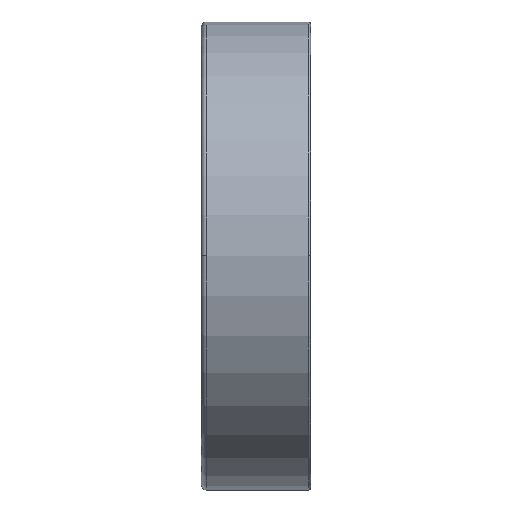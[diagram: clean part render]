
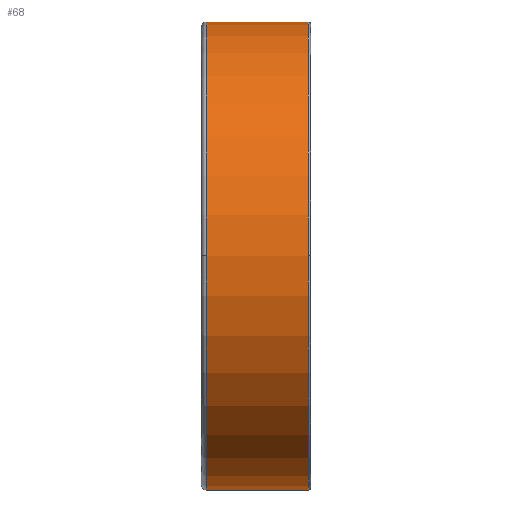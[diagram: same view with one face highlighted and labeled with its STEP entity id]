
A CAD part, top view. The second image highlights one B-rep face of the part: STEP entity #68.
In plain terms, the highlighted cylindrical face has radius 15 mm (diameter 30 mm), a partial arc.
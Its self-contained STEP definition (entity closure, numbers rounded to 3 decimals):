
#68=ADVANCED_FACE('',(#159),#160,.T.);
#159=FACE_OUTER_BOUND('',#357,.T.);
#160=CYLINDRICAL_SURFACE('',#358,15.0);
#357=EDGE_LOOP('',(#591,#592,#593,#594,#595,#596));
#358=AXIS2_PLACEMENT_3D('',#597,#598,#599);
#591=ORIENTED_EDGE('',*,*,#1190,.F.);
#592=ORIENTED_EDGE('',*,*,#1166,.T.);
#593=ORIENTED_EDGE('',*,*,#1191,.T.);
#594=ORIENTED_EDGE('',*,*,#1192,.F.);
#595=ORIENTED_EDGE('',*,*,#1193,.F.);
#596=ORIENTED_EDGE('',*,*,#1187,.F.);
#597=CARTESIAN_POINT('',(3.575,0.0,0.0));
#598=DIRECTION('',(-1.0,0.0,0.0));
#599=DIRECTION('',(0.0,1.0,0.0));
#1166=EDGE_CURVE('',#1354,#1352,#1355,.T.);
#1187=EDGE_CURVE('',#1391,#1393,#1394,.T.);
#1190=EDGE_CURVE('',#1354,#1391,#1398,.T.);
#1191=EDGE_CURVE('',#1352,#1399,#1400,.T.);
#1192=EDGE_CURVE('',#1401,#1399,#1402,.T.);
#1193=EDGE_CURVE('',#1393,#1401,#1403,.T.);
#1352=VERTEX_POINT('',#1666);
#1354=VERTEX_POINT('',#1668);
#1355=CIRCLE('',#1669,15.0);
#1391=VERTEX_POINT('',#1711);
#1393=VERTEX_POINT('',#1713);
#1394=CIRCLE('',#1714,15.0);
#1398=LINE('',#1718,#1719);
#1399=VERTEX_POINT('',#1720);
#1400=CIRCLE('',#1721,15.0);
#1401=VERTEX_POINT('',#1722);
#1402=LINE('',#1723,#1724);
#1403=CIRCLE('',#1725,15.0);
#1666=CARTESIAN_POINT('',(0.3,0.,15.0));
#1668=CARTESIAN_POINT('',(0.3,15.0,0.0));
#1669=AXIS2_PLACEMENT_3D('',#2882,#2883,#2884);
#1711=CARTESIAN_POINT('',(6.85,15.0,0.0));
#1713=CARTESIAN_POINT('',(6.85,0.,15.0));
#1714=AXIS2_PLACEMENT_3D('',#2933,#2934,#2935);
#1718=CARTESIAN_POINT('',(3.575,15.0,0.));
#1719=VECTOR('',#2942,1.0);
#1720=CARTESIAN_POINT('',(0.3,-15.0,0.));
#1721=AXIS2_PLACEMENT_3D('',#2943,#2944,#2945);
#1722=CARTESIAN_POINT('',(6.85,-15.0,0.));
#1723=CARTESIAN_POINT('',(3.575,-15.0,0.));
#1724=VECTOR('',#2946,1.0);
#1725=AXIS2_PLACEMENT_3D('',#2947,#2948,#2949);
#2882=CARTESIAN_POINT('',(0.3,0.0,0.0));
#2883=DIRECTION('',(1.0,0.0,0.0));
#2884=DIRECTION('',(0.0,1.0,0.0));
#2933=CARTESIAN_POINT('',(6.85,0.0,0.0));
#2934=DIRECTION('',(1.0,0.0,0.0));
#2935=DIRECTION('',(0.0,1.0,0.0));
#2942=DIRECTION('',(1.0,0.0,0.0));
#2943=CARTESIAN_POINT('',(0.3,0.0,0.0));
#2944=DIRECTION('',(1.0,0.0,0.0));
#2945=DIRECTION('',(0.0,1.0,0.0));
#2946=DIRECTION('',(-1.0,-0.0,-0.0));
#2947=CARTESIAN_POINT('',(6.85,0.0,0.0));
#2948=DIRECTION('',(1.0,0.0,0.0));
#2949=DIRECTION('',(0.0,1.0,0.0));
